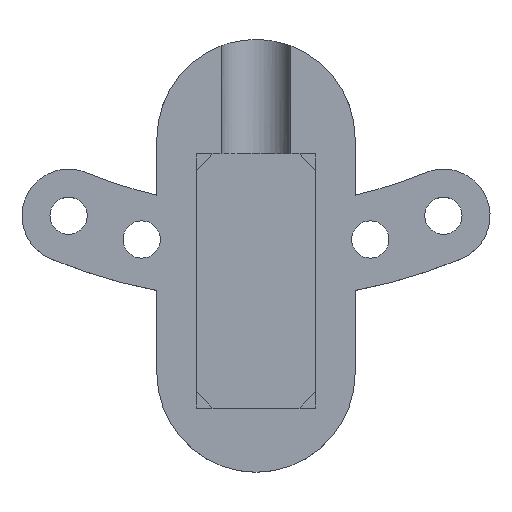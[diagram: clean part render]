
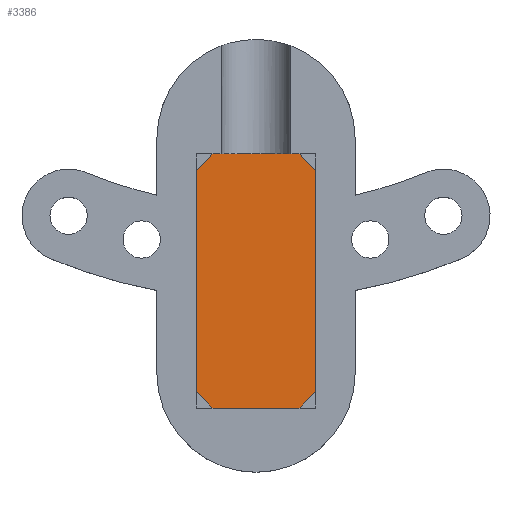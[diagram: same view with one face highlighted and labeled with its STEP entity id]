
A CAD part, top view. The second image highlights one B-rep face of the part: STEP entity #3386.
In plain terms, the highlighted planar face has unit normal (0, 0, 1).
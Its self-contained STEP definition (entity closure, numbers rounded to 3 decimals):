
#1701 = PLANE('',#1702);
#1702 = AXIS2_PLACEMENT_3D('',#1703,#1704,#1705);
#1703 = CARTESIAN_POINT('',(-3.686,-33.5,0.));
#1704 = DIRECTION('',(0.,-1.,0.));
#1705 = DIRECTION('',(1.,0.,0.));
#2051 = PLANE('',#2052);
#2052 = AXIS2_PLACEMENT_3D('',#2053,#2054,#2055);
#2053 = CARTESIAN_POINT('',(5.1,-34.914,0.));
#2054 = DIRECTION('',(-1.,0.,0.));
#2055 = DIRECTION('',(0.,-1.,0.));
#2289 = PLANE('',#2290);
#2290 = AXIS2_PLACEMENT_3D('',#2291,#2292,#2293);
#2291 = CARTESIAN_POINT('',(3.686,-55.3,0.));
#2292 = DIRECTION('',(0.,1.,0.));
#2293 = DIRECTION('',(-1.,0.,0.));
#2453 = PLANE('',#2454);
#2454 = AXIS2_PLACEMENT_3D('',#2455,#2456,#2457);
#2455 = CARTESIAN_POINT('',(-5.1,-53.886,0.));
#2456 = DIRECTION('',(1.,0.,0.));
#2457 = DIRECTION('',(0.,1.,0.));
#2940 = VERTEX_POINT('',#2941);
#2941 = CARTESIAN_POINT('',(-3.686,-33.5,-3.2));
#2955 = PLANE('',#2956);
#2956 = AXIS2_PLACEMENT_3D('',#2957,#2958,#2959);
#2957 = CARTESIAN_POINT('',(-5.1,-34.914,0.));
#2958 = DIRECTION('',(0.707,-0.707,0.));
#2959 = DIRECTION('',(0.707,0.707,0.));
#2967 = EDGE_CURVE('',#2940,#2968,#2970,.T.);
#2968 = VERTEX_POINT('',#2969);
#2969 = CARTESIAN_POINT('',(3.686,-33.5,-3.2));
#2970 = SURFACE_CURVE('',#2971,(#2975,#2982),.PCURVE_S1.);
#2971 = LINE('',#2972,#2973);
#2972 = CARTESIAN_POINT('',(-3.686,-33.5,-3.2));
#2973 = VECTOR('',#2974,1.);
#2974 = DIRECTION('',(1.,0.,0.));
#2975 = PCURVE('',#1701,#2976);
#2976 = DEFINITIONAL_REPRESENTATION('',(#2977),#2981);
#2977 = LINE('',#2978,#2979);
#2978 = CARTESIAN_POINT('',(0.,-3.2));
#2979 = VECTOR('',#2980,1.);
#2980 = DIRECTION('',(1.,0.));
#2981 = ( GEOMETRIC_REPRESENTATION_CONTEXT(2) 
PARAMETRIC_REPRESENTATION_CONTEXT() REPRESENTATION_CONTEXT('2D SPACE',''
  ) );
#2982 = PCURVE('',#2983,#2988);
#2983 = PLANE('',#2984);
#2984 = AXIS2_PLACEMENT_3D('',#2985,#2986,#2987);
#2985 = CARTESIAN_POINT('',(0.,-44.4,-3.2));
#2986 = DIRECTION('',(-0.,-0.,-1.));
#2987 = DIRECTION('',(-1.,0.,0.));
#2988 = DEFINITIONAL_REPRESENTATION('',(#2989),#2993);
#2989 = LINE('',#2990,#2991);
#2990 = CARTESIAN_POINT('',(3.686,10.9));
#2991 = VECTOR('',#2992,1.);
#2992 = DIRECTION('',(-1.,0.));
#2993 = ( GEOMETRIC_REPRESENTATION_CONTEXT(2) 
PARAMETRIC_REPRESENTATION_CONTEXT() REPRESENTATION_CONTEXT('2D SPACE',''
  ) );
#3009 = PLANE('',#3010);
#3010 = AXIS2_PLACEMENT_3D('',#3011,#3012,#3013);
#3011 = CARTESIAN_POINT('',(3.686,-33.5,0.));
#3012 = DIRECTION('',(-0.707,-0.707,0.));
#3013 = DIRECTION('',(0.707,-0.707,0.));
#3052 = VERTEX_POINT('',#3053);
#3053 = CARTESIAN_POINT('',(5.1,-34.914,-3.2));
#3074 = EDGE_CURVE('',#3052,#3075,#3077,.T.);
#3075 = VERTEX_POINT('',#3076);
#3076 = CARTESIAN_POINT('',(5.1,-53.886,-3.2));
#3077 = SURFACE_CURVE('',#3078,(#3082,#3089),.PCURVE_S1.);
#3078 = LINE('',#3079,#3080);
#3079 = CARTESIAN_POINT('',(5.1,-34.914,-3.2));
#3080 = VECTOR('',#3081,1.);
#3081 = DIRECTION('',(0.,-1.,0.));
#3082 = PCURVE('',#2051,#3083);
#3083 = DEFINITIONAL_REPRESENTATION('',(#3084),#3088);
#3084 = LINE('',#3085,#3086);
#3085 = CARTESIAN_POINT('',(0.,-3.2));
#3086 = VECTOR('',#3087,1.);
#3087 = DIRECTION('',(1.,0.));
#3088 = ( GEOMETRIC_REPRESENTATION_CONTEXT(2) 
PARAMETRIC_REPRESENTATION_CONTEXT() REPRESENTATION_CONTEXT('2D SPACE',''
  ) );
#3089 = PCURVE('',#2983,#3090);
#3090 = DEFINITIONAL_REPRESENTATION('',(#3091),#3095);
#3091 = LINE('',#3092,#3093);
#3092 = CARTESIAN_POINT('',(-5.1,9.486));
#3093 = VECTOR('',#3094,1.);
#3094 = DIRECTION('',(0.,-1.));
#3095 = ( GEOMETRIC_REPRESENTATION_CONTEXT(2) 
PARAMETRIC_REPRESENTATION_CONTEXT() REPRESENTATION_CONTEXT('2D SPACE',''
  ) );
#3111 = PLANE('',#3112);
#3112 = AXIS2_PLACEMENT_3D('',#3113,#3114,#3115);
#3113 = CARTESIAN_POINT('',(3.686,-55.3,0.));
#3114 = DIRECTION('',(0.707,-0.707,0.));
#3115 = DIRECTION('',(0.707,0.707,0.));
#3152 = VERTEX_POINT('',#3153);
#3153 = CARTESIAN_POINT('',(3.686,-55.3,-3.2));
#3174 = EDGE_CURVE('',#3152,#3175,#3177,.T.);
#3175 = VERTEX_POINT('',#3176);
#3176 = CARTESIAN_POINT('',(-3.686,-55.3,-3.2));
#3177 = SURFACE_CURVE('',#3178,(#3182,#3189),.PCURVE_S1.);
#3178 = LINE('',#3179,#3180);
#3179 = CARTESIAN_POINT('',(3.686,-55.3,-3.2));
#3180 = VECTOR('',#3181,1.);
#3181 = DIRECTION('',(-1.,0.,0.));
#3182 = PCURVE('',#2289,#3183);
#3183 = DEFINITIONAL_REPRESENTATION('',(#3184),#3188);
#3184 = LINE('',#3185,#3186);
#3185 = CARTESIAN_POINT('',(0.,-3.2));
#3186 = VECTOR('',#3187,1.);
#3187 = DIRECTION('',(1.,0.));
#3188 = ( GEOMETRIC_REPRESENTATION_CONTEXT(2) 
PARAMETRIC_REPRESENTATION_CONTEXT() REPRESENTATION_CONTEXT('2D SPACE',''
  ) );
#3189 = PCURVE('',#2983,#3190);
#3190 = DEFINITIONAL_REPRESENTATION('',(#3191),#3195);
#3191 = LINE('',#3192,#3193);
#3192 = CARTESIAN_POINT('',(-3.686,-10.9));
#3193 = VECTOR('',#3194,1.);
#3194 = DIRECTION('',(1.,0.));
#3195 = ( GEOMETRIC_REPRESENTATION_CONTEXT(2) 
PARAMETRIC_REPRESENTATION_CONTEXT() REPRESENTATION_CONTEXT('2D SPACE',''
  ) );
#3211 = PLANE('',#3212);
#3212 = AXIS2_PLACEMENT_3D('',#3213,#3214,#3215);
#3213 = CARTESIAN_POINT('',(-5.1,-53.886,0.));
#3214 = DIRECTION('',(-0.707,-0.707,0.));
#3215 = DIRECTION('',(0.707,-0.707,0.));
#3252 = VERTEX_POINT('',#3253);
#3253 = CARTESIAN_POINT('',(-5.1,-53.886,-3.2));
#3274 = EDGE_CURVE('',#3252,#3275,#3277,.T.);
#3275 = VERTEX_POINT('',#3276);
#3276 = CARTESIAN_POINT('',(-5.1,-34.914,-3.2));
#3277 = SURFACE_CURVE('',#3278,(#3282,#3289),.PCURVE_S1.);
#3278 = LINE('',#3279,#3280);
#3279 = CARTESIAN_POINT('',(-5.1,-53.886,-3.2));
#3280 = VECTOR('',#3281,1.);
#3281 = DIRECTION('',(0.,1.,0.));
#3282 = PCURVE('',#2453,#3283);
#3283 = DEFINITIONAL_REPRESENTATION('',(#3284),#3288);
#3284 = LINE('',#3285,#3286);
#3285 = CARTESIAN_POINT('',(0.,-3.2));
#3286 = VECTOR('',#3287,1.);
#3287 = DIRECTION('',(1.,0.));
#3288 = ( GEOMETRIC_REPRESENTATION_CONTEXT(2) 
PARAMETRIC_REPRESENTATION_CONTEXT() REPRESENTATION_CONTEXT('2D SPACE',''
  ) );
#3289 = PCURVE('',#2983,#3290);
#3290 = DEFINITIONAL_REPRESENTATION('',(#3291),#3295);
#3291 = LINE('',#3292,#3293);
#3292 = CARTESIAN_POINT('',(5.1,-9.486));
#3293 = VECTOR('',#3294,1.);
#3294 = DIRECTION('',(0.,1.));
#3295 = ( GEOMETRIC_REPRESENTATION_CONTEXT(2) 
PARAMETRIC_REPRESENTATION_CONTEXT() REPRESENTATION_CONTEXT('2D SPACE',''
  ) );
#3365 = EDGE_CURVE('',#2968,#3052,#3366,.T.);
#3366 = SURFACE_CURVE('',#3367,(#3371,#3378),.PCURVE_S1.);
#3367 = LINE('',#3368,#3369);
#3368 = CARTESIAN_POINT('',(3.686,-33.5,-3.2));
#3369 = VECTOR('',#3370,1.);
#3370 = DIRECTION('',(0.707,-0.707,0.));
#3371 = PCURVE('',#3009,#3372);
#3372 = DEFINITIONAL_REPRESENTATION('',(#3373),#3377);
#3373 = LINE('',#3374,#3375);
#3374 = CARTESIAN_POINT('',(0.,-3.2));
#3375 = VECTOR('',#3376,1.);
#3376 = DIRECTION('',(1.,0.));
#3377 = ( GEOMETRIC_REPRESENTATION_CONTEXT(2) 
PARAMETRIC_REPRESENTATION_CONTEXT() REPRESENTATION_CONTEXT('2D SPACE',''
  ) );
#3378 = PCURVE('',#2983,#3379);
#3379 = DEFINITIONAL_REPRESENTATION('',(#3380),#3384);
#3380 = LINE('',#3381,#3382);
#3381 = CARTESIAN_POINT('',(-3.686,10.9));
#3382 = VECTOR('',#3383,1.);
#3383 = DIRECTION('',(-0.707,-0.707));
#3384 = ( GEOMETRIC_REPRESENTATION_CONTEXT(2) 
PARAMETRIC_REPRESENTATION_CONTEXT() REPRESENTATION_CONTEXT('2D SPACE',''
  ) );
#3386 = ADVANCED_FACE('',(#3387),#2983,.F.);
#3387 = FACE_BOUND('',#3388,.F.);
#3388 = EDGE_LOOP('',(#3389,#3390,#3411,#3412,#3413,#3414,#3435,#3436));
#3389 = ORIENTED_EDGE('',*,*,#3274,.T.);
#3390 = ORIENTED_EDGE('',*,*,#3391,.T.);
#3391 = EDGE_CURVE('',#3275,#2940,#3392,.T.);
#3392 = SURFACE_CURVE('',#3393,(#3397,#3404),.PCURVE_S1.);
#3393 = LINE('',#3394,#3395);
#3394 = CARTESIAN_POINT('',(-5.1,-34.914,-3.2));
#3395 = VECTOR('',#3396,1.);
#3396 = DIRECTION('',(0.707,0.707,0.));
#3397 = PCURVE('',#2983,#3398);
#3398 = DEFINITIONAL_REPRESENTATION('',(#3399),#3403);
#3399 = LINE('',#3400,#3401);
#3400 = CARTESIAN_POINT('',(5.1,9.486));
#3401 = VECTOR('',#3402,1.);
#3402 = DIRECTION('',(-0.707,0.707));
#3403 = ( GEOMETRIC_REPRESENTATION_CONTEXT(2) 
PARAMETRIC_REPRESENTATION_CONTEXT() REPRESENTATION_CONTEXT('2D SPACE',''
  ) );
#3404 = PCURVE('',#2955,#3405);
#3405 = DEFINITIONAL_REPRESENTATION('',(#3406),#3410);
#3406 = LINE('',#3407,#3408);
#3407 = CARTESIAN_POINT('',(0.,-3.2));
#3408 = VECTOR('',#3409,1.);
#3409 = DIRECTION('',(1.,0.));
#3410 = ( GEOMETRIC_REPRESENTATION_CONTEXT(2) 
PARAMETRIC_REPRESENTATION_CONTEXT() REPRESENTATION_CONTEXT('2D SPACE',''
  ) );
#3411 = ORIENTED_EDGE('',*,*,#2967,.T.);
#3412 = ORIENTED_EDGE('',*,*,#3365,.T.);
#3413 = ORIENTED_EDGE('',*,*,#3074,.T.);
#3414 = ORIENTED_EDGE('',*,*,#3415,.F.);
#3415 = EDGE_CURVE('',#3152,#3075,#3416,.T.);
#3416 = SURFACE_CURVE('',#3417,(#3421,#3428),.PCURVE_S1.);
#3417 = LINE('',#3418,#3419);
#3418 = CARTESIAN_POINT('',(3.686,-55.3,-3.2));
#3419 = VECTOR('',#3420,1.);
#3420 = DIRECTION('',(0.707,0.707,0.));
#3421 = PCURVE('',#2983,#3422);
#3422 = DEFINITIONAL_REPRESENTATION('',(#3423),#3427);
#3423 = LINE('',#3424,#3425);
#3424 = CARTESIAN_POINT('',(-3.686,-10.9));
#3425 = VECTOR('',#3426,1.);
#3426 = DIRECTION('',(-0.707,0.707));
#3427 = ( GEOMETRIC_REPRESENTATION_CONTEXT(2) 
PARAMETRIC_REPRESENTATION_CONTEXT() REPRESENTATION_CONTEXT('2D SPACE',''
  ) );
#3428 = PCURVE('',#3111,#3429);
#3429 = DEFINITIONAL_REPRESENTATION('',(#3430),#3434);
#3430 = LINE('',#3431,#3432);
#3431 = CARTESIAN_POINT('',(0.,-3.2));
#3432 = VECTOR('',#3433,1.);
#3433 = DIRECTION('',(1.,0.));
#3434 = ( GEOMETRIC_REPRESENTATION_CONTEXT(2) 
PARAMETRIC_REPRESENTATION_CONTEXT() REPRESENTATION_CONTEXT('2D SPACE',''
  ) );
#3435 = ORIENTED_EDGE('',*,*,#3174,.T.);
#3436 = ORIENTED_EDGE('',*,*,#3437,.F.);
#3437 = EDGE_CURVE('',#3252,#3175,#3438,.T.);
#3438 = SURFACE_CURVE('',#3439,(#3443,#3450),.PCURVE_S1.);
#3439 = LINE('',#3440,#3441);
#3440 = CARTESIAN_POINT('',(-5.1,-53.886,-3.2));
#3441 = VECTOR('',#3442,1.);
#3442 = DIRECTION('',(0.707,-0.707,0.));
#3443 = PCURVE('',#2983,#3444);
#3444 = DEFINITIONAL_REPRESENTATION('',(#3445),#3449);
#3445 = LINE('',#3446,#3447);
#3446 = CARTESIAN_POINT('',(5.1,-9.486));
#3447 = VECTOR('',#3448,1.);
#3448 = DIRECTION('',(-0.707,-0.707));
#3449 = ( GEOMETRIC_REPRESENTATION_CONTEXT(2) 
PARAMETRIC_REPRESENTATION_CONTEXT() REPRESENTATION_CONTEXT('2D SPACE',''
  ) );
#3450 = PCURVE('',#3211,#3451);
#3451 = DEFINITIONAL_REPRESENTATION('',(#3452),#3456);
#3452 = LINE('',#3453,#3454);
#3453 = CARTESIAN_POINT('',(0.,-3.2));
#3454 = VECTOR('',#3455,1.);
#3455 = DIRECTION('',(1.,0.));
#3456 = ( GEOMETRIC_REPRESENTATION_CONTEXT(2) 
PARAMETRIC_REPRESENTATION_CONTEXT() REPRESENTATION_CONTEXT('2D SPACE',''
  ) );
